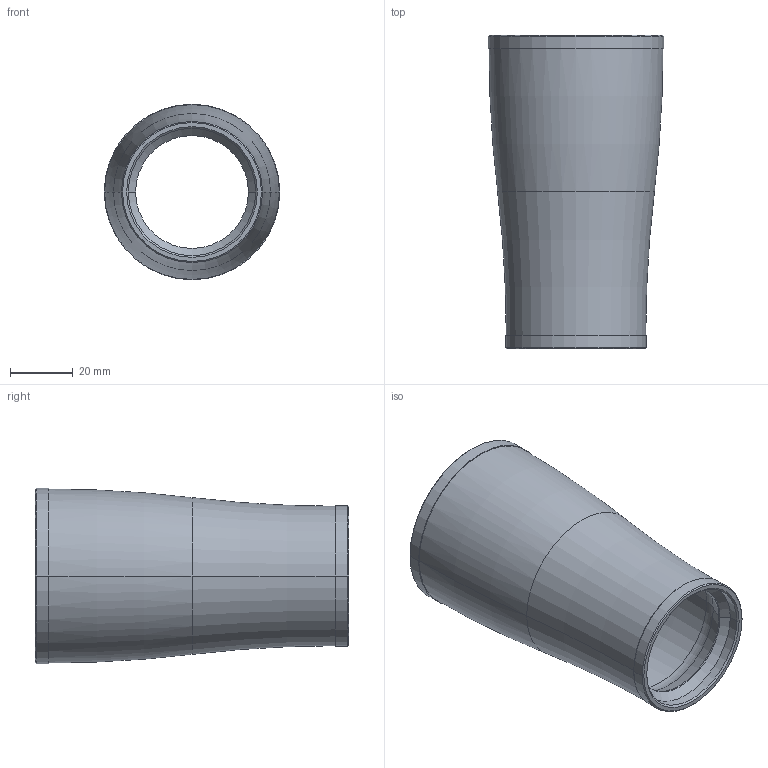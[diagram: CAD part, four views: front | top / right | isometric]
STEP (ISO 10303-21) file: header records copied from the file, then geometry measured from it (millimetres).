
FILE_DESCRIPTION (( 'STEP AP214' ), '1' );
FILE_NAME ('HT0402.STEP', '2023-09-06T16:24:55', ( '' ), ( '' ), 'SwSTEP 2.0', 'SolidWorks 2022', '' );
FILE_SCHEMA (( 'AUTOMOTIVE_DESIGN' ));
Length unit declared in the file: millimetre
Products named in the file (1): HT0402
Bounding box: 56 x 100 x 56 mm (x, y, z)
Volume: 25060.1 mm3; surface area: 31475.5 mm2
Topology: 1 solids, 1 shells, 48 faces, 96 edges, 52 vertices
Faces by surface type: cone 16, cylinder 16, torus 12, plane 4
Entity records: 1274 total; most frequent: DIRECTION 258, CARTESIAN_POINT 197, ORIENTED_EDGE 192, AXIS2_PLACEMENT_3D 113, EDGE_CURVE 96, CIRCLE 64, EDGE_LOOP 52, VERTEX_POINT 52
